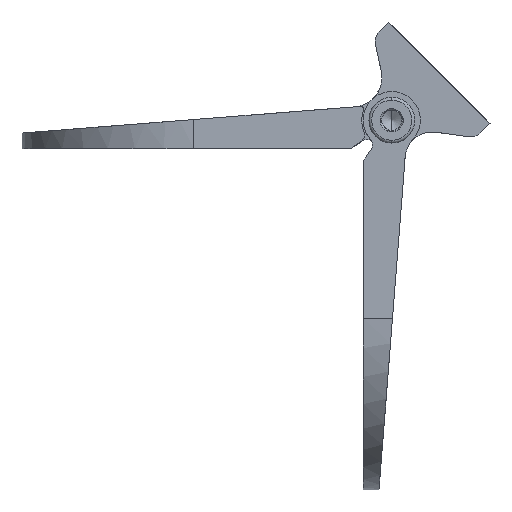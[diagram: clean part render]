
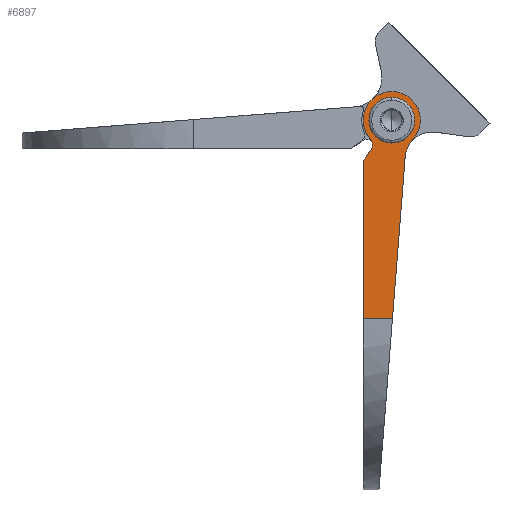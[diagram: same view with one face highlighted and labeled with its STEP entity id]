
A CAD part, left-side view. The second image highlights one B-rep face of the part: STEP entity #6897.
In plain terms, the highlighted planar face has unit normal (-1, 0, 0).
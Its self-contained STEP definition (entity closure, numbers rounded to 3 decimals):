
#115 = AXIS2_PLACEMENT_3D ( 'NONE', #3137, #2312, #1280 ) ;
#189 = VERTEX_POINT ( 'NONE', #5531 ) ;
#306 = AXIS2_PLACEMENT_3D ( 'NONE', #11067, #8074, #6069 ) ;
#583 = ORIENTED_EDGE ( 'NONE', *, *, #6491, .T. ) ;
#601 = DIRECTION ( 'NONE',  ( 1., 0., 0. ) ) ;
#716 = CARTESIAN_POINT ( 'NONE',  ( -60., -14.656, -12.858 ) ) ;
#725 = EDGE_CURVE ( 'NONE', #8125, #2539, #899, .T. ) ;
#728 = ORIENTED_EDGE ( 'NONE', *, *, #5568, .F. ) ;
#765 = CARTESIAN_POINT ( 'NONE',  ( -60., -10.222, -69.192 ) ) ;
#839 = VECTOR ( 'NONE', #10931, 1000. ) ;
#899 = LINE ( 'NONE', #3850, #3688 ) ;
#1071 = CIRCLE ( 'NONE', #8654, 10. ) ;
#1214 = LINE ( 'NONE', #6080, #10957 ) ;
#1222 = DIRECTION ( 'NONE',  ( 0., -1., 0. ) ) ;
#1280 = DIRECTION ( 'NONE',  ( 0., 0., 1. ) ) ;
#1287 = CARTESIAN_POINT ( 'NONE',  ( -60., 0., -69.192 ) ) ;
#1646 = ORIENTED_EDGE ( 'NONE', *, *, #5592, .F. ) ;
#1753 = CIRCLE ( 'NONE', #115, 10. ) ;
#1954 = DIRECTION ( 'NONE',  ( 0., 0., 1. ) ) ;
#2014 = DIRECTION ( 'NONE',  ( -1., 0., 0. ) ) ;
#2233 = ORIENTED_EDGE ( 'NONE', *, *, #12450, .F. ) ;
#2252 = VERTEX_POINT ( 'NONE', #3556 ) ;
#2262 = CARTESIAN_POINT ( 'NONE',  ( -60., -10., 10. ) ) ;
#2302 = EDGE_CURVE ( 'NONE', #10797, #3464, #1071, .T. ) ;
#2312 = DIRECTION ( 'NONE',  ( 1., 0., 0. ) ) ;
#2368 = ORIENTED_EDGE ( 'NONE', *, *, #9258, .F. ) ;
#2461 = DIRECTION ( 'NONE',  ( 0., 0., 1. ) ) ;
#2539 = VERTEX_POINT ( 'NONE', #765 ) ;
#2907 = CARTESIAN_POINT ( 'NONE',  ( -60., -24.625, -13.642 ) ) ;
#2964 = EDGE_CURVE ( 'NONE', #11675, #9380, #4151, .T. ) ;
#3127 = FACE_OUTER_BOUND ( 'NONE', #5927, .T. ) ;
#3137 = CARTESIAN_POINT ( 'NONE',  ( -60., -10., 0. ) ) ;
#3147 = DIRECTION ( 'NONE',  ( 1., 0., 0. ) ) ;
#3331 = EDGE_LOOP ( 'NONE', ( #2368, #5576 ) ) ;
#3464 = VERTEX_POINT ( 'NONE', #9320 ) ;
#3556 = CARTESIAN_POINT ( 'NONE',  ( -60., -10., 8. ) ) ;
#3631 = AXIS2_PLACEMENT_3D ( 'NONE', #7984, #2014, #1954 ) ;
#3688 = VECTOR ( 'NONE', #1222, 1000. ) ;
#3777 = CIRCLE ( 'NONE', #4404, 3. ) ;
#3850 = CARTESIAN_POINT ( 'NONE',  ( -60., 0., -69.192 ) ) ;
#3997 = CARTESIAN_POINT ( 'NONE',  ( -60., -0.287, -8.641 ) ) ;
#4151 = LINE ( 'NONE', #9088, #839 ) ;
#4362 = DIRECTION ( 'NONE',  ( 0., 0.078, -0.997 ) ) ;
#4404 = AXIS2_PLACEMENT_3D ( 'NONE', #3997, #601, #2461 ) ;
#4762 = DIRECTION ( 'NONE',  ( -1., 0., 0. ) ) ;
#4806 = AXIS2_PLACEMENT_3D ( 'NONE', #6609, #4762, #10514 ) ;
#5156 = VERTEX_POINT ( 'NONE', #6904 ) ;
#5296 = FACE_BOUND ( 'NONE', #3331, .T. ) ;
#5531 = CARTESIAN_POINT ( 'NONE',  ( -60., -10., -8. ) ) ;
#5568 = EDGE_CURVE ( 'NONE', #6726, #3464, #1753, .T. ) ;
#5576 = ORIENTED_EDGE ( 'NONE', *, *, #6619, .F. ) ;
#5592 = EDGE_CURVE ( 'NONE', #10797, #2539, #1214, .T. ) ;
#5616 = ORIENTED_EDGE ( 'NONE', *, *, #5632, .F. ) ;
#5632 = EDGE_CURVE ( 'NONE', #5156, #6726, #12615, .T. ) ;
#5927 = EDGE_LOOP ( 'NONE', ( #2233, #11531, #1646, #9423, #728, #5616, #583, #6873 ) ) ;
#6069 = DIRECTION ( 'NONE',  ( 0., 0., 1. ) ) ;
#6080 = CARTESIAN_POINT ( 'NONE',  ( -60., -5.5, -129.192 ) ) ;
#6491 = EDGE_CURVE ( 'NONE', #5156, #9380, #3777, .T. ) ;
#6609 = CARTESIAN_POINT ( 'NONE',  ( -60., -10., 0. ) ) ;
#6619 = EDGE_CURVE ( 'NONE', #189, #2252, #11759, .T. ) ;
#6726 = VERTEX_POINT ( 'NONE', #2262 ) ;
#6873 = ORIENTED_EDGE ( 'NONE', *, *, #2964, .F. ) ;
#6897 = ADVANCED_FACE ( 'NONE', ( #5296, #3127 ), #12159, .T. ) ;
#6904 = CARTESIAN_POINT ( 'NONE',  ( -60., -2.529, -6.647 ) ) ;
#7301 = DIRECTION ( 'NONE',  ( 0., 0., 1. ) ) ;
#7638 = CARTESIAN_POINT ( 'NONE',  ( -60., 0., -14.281 ) ) ;
#7722 = DIRECTION ( 'NONE',  ( 0., 0., 1. ) ) ;
#7984 = CARTESIAN_POINT ( 'NONE',  ( -60., -10., 0. ) ) ;
#8074 = DIRECTION ( 'NONE',  ( -1., 0., 0. ) ) ;
#8125 = VERTEX_POINT ( 'NONE', #1287 ) ;
#8208 = DIRECTION ( 'NONE',  ( 1., 0., 0. ) ) ;
#8276 = CARTESIAN_POINT ( 'NONE',  ( -60., -10., 0. ) ) ;
#8366 = CARTESIAN_POINT ( 'NONE',  ( -60., 0., -14.281 ) ) ;
#8597 = DIRECTION ( 'NONE',  ( 0., 0., 1. ) ) ;
#8654 = AXIS2_PLACEMENT_3D ( 'NONE', #2907, #3147, #7722 ) ;
#8663 = LINE ( 'NONE', #7638, #11718 ) ;
#9088 = CARTESIAN_POINT ( 'NONE',  ( -60., -4.264, -8.192 ) ) ;
#9129 = CARTESIAN_POINT ( 'NONE',  ( -60., -2.745, -10.362 ) ) ;
#9258 = EDGE_CURVE ( 'NONE', #2252, #189, #10576, .T. ) ;
#9320 = CARTESIAN_POINT ( 'NONE',  ( -60., -17.312, -6.821 ) ) ;
#9380 = VERTEX_POINT ( 'NONE', #9129 ) ;
#9423 = ORIENTED_EDGE ( 'NONE', *, *, #2302, .T. ) ;
#10514 = DIRECTION ( 'NONE',  ( 0., 0., 1. ) ) ;
#10576 = CIRCLE ( 'NONE', #3631, 8. ) ;
#10797 = VERTEX_POINT ( 'NONE', #716 ) ;
#10931 = DIRECTION ( 'NONE',  ( 0., -0.574, 0.819 ) ) ;
#10957 = VECTOR ( 'NONE', #4362, 1000. ) ;
#11067 = CARTESIAN_POINT ( 'NONE',  ( -60., -10., 0. ) ) ;
#11531 = ORIENTED_EDGE ( 'NONE', *, *, #725, .T. ) ;
#11675 = VERTEX_POINT ( 'NONE', #8366 ) ;
#11718 = VECTOR ( 'NONE', #8597, 1000. ) ;
#11759 = CIRCLE ( 'NONE', #4806, 8. ) ;
#12159 = PLANE ( 'NONE',  #306 ) ;
#12200 = AXIS2_PLACEMENT_3D ( 'NONE', #8276, #8208, #7301 ) ;
#12450 = EDGE_CURVE ( 'NONE', #8125, #11675, #8663, .T. ) ;
#12615 = CIRCLE ( 'NONE', #12200, 10. ) ;
